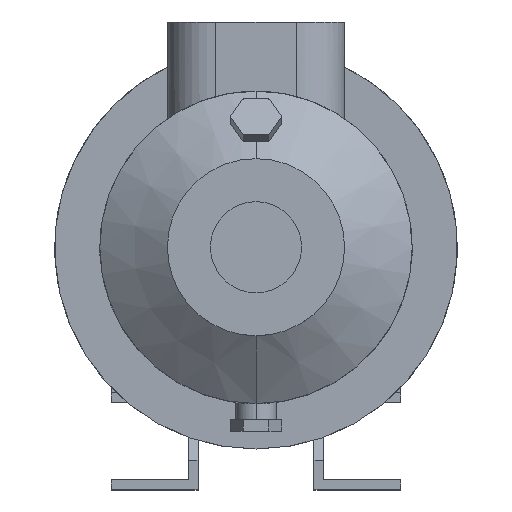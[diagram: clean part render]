
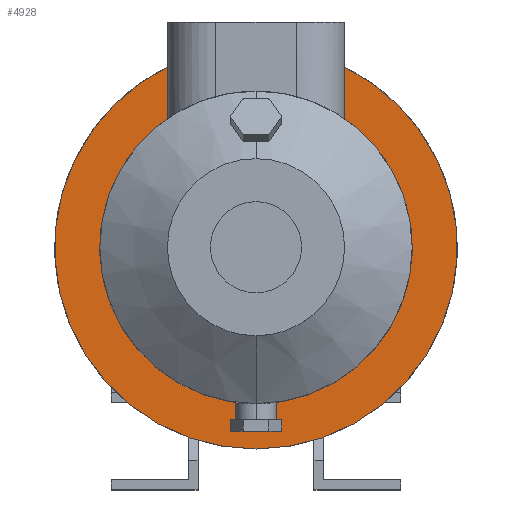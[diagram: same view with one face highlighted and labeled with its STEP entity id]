
A CAD part, top view. The second image highlights one B-rep face of the part: STEP entity #4928.
In plain terms, the highlighted planar face has unit normal (0, 0, 1).
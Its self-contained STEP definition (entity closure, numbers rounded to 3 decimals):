
#11 = CARTESIAN_POINT ( 'NONE',  ( 0., 97., -43. ) ) ;
#359 = VECTOR ( 'NONE', #1823, 1000. ) ;
#754 = CIRCLE ( 'NONE', #8384, 125. ) ;
#759 = DIRECTION ( 'NONE',  ( 0., 1., 0. ) ) ;
#855 = DIRECTION ( 'NONE',  ( 0., 0., 1. ) ) ;
#903 = VERTEX_POINT ( 'NONE', #6162 ) ;
#1024 = DIRECTION ( 'NONE',  ( 0., 0., -1. ) ) ;
#1188 = AXIS2_PLACEMENT_3D ( 'NONE', #11, #855, #9251 ) ;
#1251 = ORIENTED_EDGE ( 'NONE', *, *, #6209, .F. ) ;
#1261 = CIRCLE ( 'NONE', #1465, 125. ) ;
#1277 = ORIENTED_EDGE ( 'NONE', *, *, #2567, .F. ) ;
#1465 = AXIS2_PLACEMENT_3D ( 'NONE', #12028, #2921, #6531 ) ;
#1823 = DIRECTION ( 'NONE',  ( 0., 1., 0. ) ) ;
#2006 = VERTEX_POINT ( 'NONE', #11148 ) ;
#2013 = CARTESIAN_POINT ( 'NONE',  ( 0., 0., -43. ) ) ;
#2539 = CIRCLE ( 'NONE', #4104, 97. ) ;
#2559 = CARTESIAN_POINT ( 'NONE',  ( 0., -125., -43. ) ) ;
#2567 = EDGE_CURVE ( 'NONE', #4999, #6088, #754, .T. ) ;
#2921 = DIRECTION ( 'NONE',  ( 0., 0., -1. ) ) ;
#3266 = EDGE_CURVE ( 'NONE', #6150, #903, #10055, .T. ) ;
#3796 = EDGE_CURVE ( 'NONE', #6796, #6150, #8019, .T. ) ;
#3841 = DIRECTION ( 'NONE',  ( 0., 1., 0. ) ) ;
#4021 = CARTESIAN_POINT ( 'NONE',  ( 0., 0., -43. ) ) ;
#4104 = AXIS2_PLACEMENT_3D ( 'NONE', #4021, #1024, #3841 ) ;
#4204 = ORIENTED_EDGE ( 'NONE', *, *, #5468, .T. ) ;
#4472 = CARTESIAN_POINT ( 'NONE',  ( 55., 112.25, -43. ) ) ;
#4868 = CARTESIAN_POINT ( 'NONE',  ( 0., -97., -43. ) ) ;
#4883 = DIRECTION ( 'NONE',  ( 0., 0., -1. ) ) ;
#4928 = ADVANCED_FACE ( 'NONE', ( #7244 ), #7296, .T. ) ;
#4999 = VERTEX_POINT ( 'NONE', #4472 ) ;
#5175 = ORIENTED_EDGE ( 'NONE', *, *, #3796, .T. ) ;
#5468 = EDGE_CURVE ( 'NONE', #2006, #6796, #2539, .T. ) ;
#5766 = ORIENTED_EDGE ( 'NONE', *, *, #3266, .T. ) ;
#6059 = ORIENTED_EDGE ( 'NONE', *, *, #9536, .F. ) ;
#6088 = VERTEX_POINT ( 'NONE', #2559 ) ;
#6150 = VERTEX_POINT ( 'NONE', #9055 ) ;
#6162 = CARTESIAN_POINT ( 'NONE',  ( -55., 112.25, -43. ) ) ;
#6209 = EDGE_CURVE ( 'NONE', #6088, #903, #1261, .T. ) ;
#6531 = DIRECTION ( 'NONE',  ( 0., 1., 0. ) ) ;
#6548 = CARTESIAN_POINT ( 'NONE',  ( 55., -125.002, -43. ) ) ;
#6796 = VERTEX_POINT ( 'NONE', #4868 ) ;
#7041 = EDGE_LOOP ( 'NONE', ( #1277, #6059, #4204, #5175, #5766, #1251 ) ) ;
#7244 = FACE_OUTER_BOUND ( 'NONE', #7041, .T. ) ;
#7296 = PLANE ( 'NONE',  #1188 ) ;
#7472 = DIRECTION ( 'NONE',  ( 0., 1., 0. ) ) ;
#8019 = CIRCLE ( 'NONE', #10927, 97. ) ;
#8190 = VECTOR ( 'NONE', #759, 1000. ) ;
#8384 = AXIS2_PLACEMENT_3D ( 'NONE', #8622, #4883, #9715 ) ;
#8622 = CARTESIAN_POINT ( 'NONE',  ( 0., 0., -43. ) ) ;
#9055 = CARTESIAN_POINT ( 'NONE',  ( -55., 79.9, -43. ) ) ;
#9207 = CARTESIAN_POINT ( 'NONE',  ( -55., -125.002, -43. ) ) ;
#9251 = DIRECTION ( 'NONE',  ( 0., -1., 0. ) ) ;
#9482 = LINE ( 'NONE', #6548, #359 ) ;
#9536 = EDGE_CURVE ( 'NONE', #2006, #4999, #9482, .T. ) ;
#9715 = DIRECTION ( 'NONE',  ( 0., 1., 0. ) ) ;
#10055 = LINE ( 'NONE', #9207, #8190 ) ;
#10278 = DIRECTION ( 'NONE',  ( 0., 0., -1. ) ) ;
#10927 = AXIS2_PLACEMENT_3D ( 'NONE', #2013, #10278, #7472 ) ;
#11148 = CARTESIAN_POINT ( 'NONE',  ( 55., 79.9, -43. ) ) ;
#12028 = CARTESIAN_POINT ( 'NONE',  ( 0., 0., -43. ) ) ;
